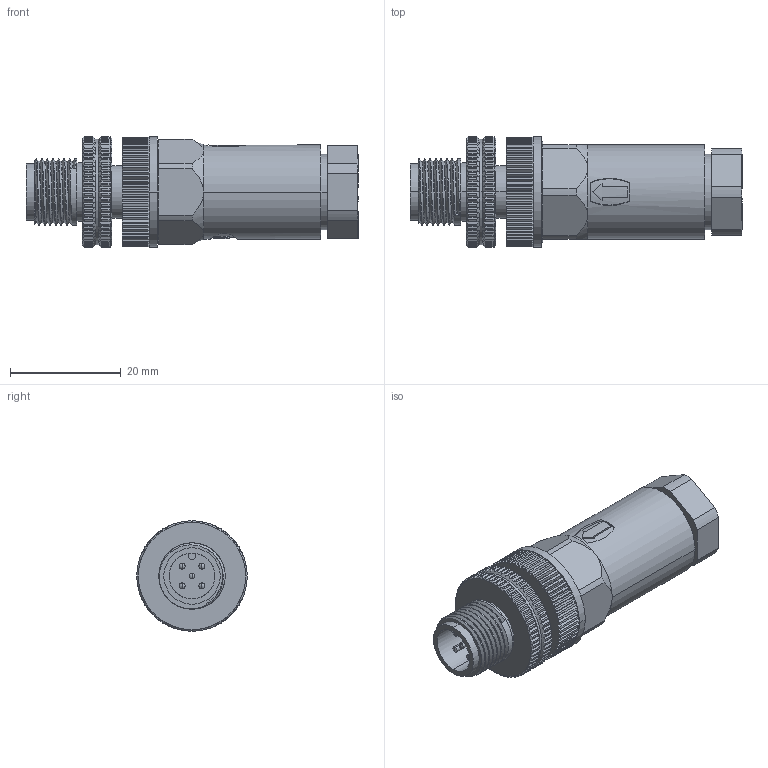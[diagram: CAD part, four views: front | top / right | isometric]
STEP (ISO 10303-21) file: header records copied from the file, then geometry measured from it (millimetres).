
FILE_DESCRIPTION (( 'STEP AP203' ), '1' );
FILE_NAME ('P160-161-PG9.STEP', '2020-03-31T05:29:51', ( 'edpusr' ), ( 'Microsoft' ), 'SwSTEP 2.0', 'SolidWorks 2015', '' );
FILE_SCHEMA (( 'CONFIG_CONTROL_DESIGN' ));
Length unit declared in the file: millimetre
Products named in the file (1): P160-161-PG9
Bounding box: 60 x 20 x 20 mm (x, y, z)
Volume: 10688.3 mm3; surface area: 6623 mm2
Topology: 1 solids, 1 shells, 845 faces, 2483 edges, 1637 vertices
Faces by surface type: plane 460, cylinder 264, bspline 84, cone 37
Entity records: 36923 total; most frequent: CARTESIAN_POINT 15615, ORIENTED_EDGE 4946, DIRECTION 3839, EDGE_CURVE 2473, VERTEX_POINT 1637, AXIS2_PLACEMENT_3D 1359, VECTOR 1121, LINE 1121
